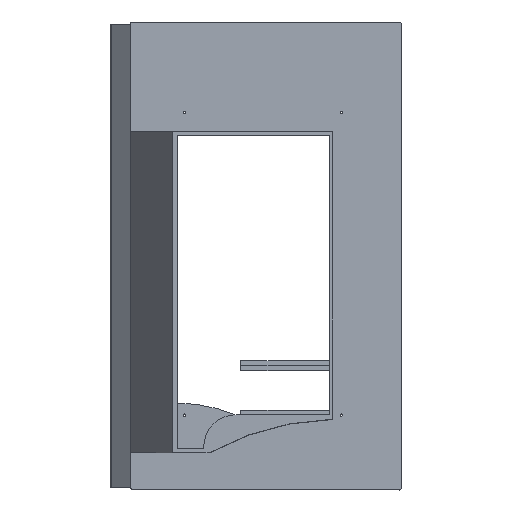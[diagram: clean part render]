
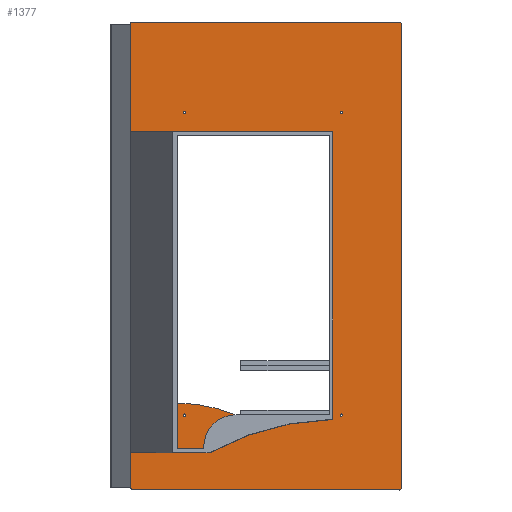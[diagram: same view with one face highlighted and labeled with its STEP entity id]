
A CAD part, top view. The second image highlights one B-rep face of the part: STEP entity #1377.
In plain terms, the highlighted planar face has unit normal (0, 0, 1).
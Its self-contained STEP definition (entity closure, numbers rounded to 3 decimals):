
#22=FACE_BOUND('',#177,.T.);
#23=FACE_BOUND('',#178,.T.);
#24=FACE_BOUND('',#179,.T.);
#25=FACE_BOUND('',#180,.T.);
#26=FACE_BOUND('',#181,.T.);
#42=PLANE('',#1474);
#101=FACE_OUTER_BOUND('',#176,.T.);
#176=EDGE_LOOP('',(#993,#994,#995,#996,#997,#998,#999,#1000,#1001,#1002,
#1003));
#177=EDGE_LOOP('',(#1004));
#178=EDGE_LOOP('',(#1005,#1006,#1007,#1008,#1009));
#179=EDGE_LOOP('',(#1010));
#180=EDGE_LOOP('',(#1011));
#181=EDGE_LOOP('',(#1012));
#267=LINE('',#1971,#434);
#283=LINE('',#2014,#450);
#285=LINE('',#2020,#452);
#286=LINE('',#2026,#453);
#287=LINE('',#2030,#454);
#288=LINE('',#2038,#455);
#289=LINE('',#2040,#456);
#290=LINE('',#2042,#457);
#291=LINE('',#2043,#458);
#434=VECTOR('',#1586,10.);
#450=VECTOR('',#1616,10.);
#452=VECTOR('',#1622,10.);
#453=VECTOR('',#1627,10.);
#454=VECTOR('',#1630,10.);
#455=VECTOR('',#1637,10.);
#456=VECTOR('',#1638,10.);
#457=VECTOR('',#1639,10.);
#458=VECTOR('',#1640,10.);
#597=CIRCLE('',#1464,0.25);
#604=CIRCLE('',#1475,0.25);
#605=CIRCLE('',#1476,0.25);
#606=CIRCLE('',#1477,0.5);
#607=CIRCLE('',#1478,1.);
#608=CIRCLE('',#1479,1.);
#609=CIRCLE('',#1480,0.5);
#610=CIRCLE('',#1481,68.);
#611=CIRCLE('',#1482,0.5);
#612=CIRCLE('',#1483,0.5);
#613=CIRCLE('',#1484,0.5);
#629=VERTEX_POINT('',#1958);
#630=VERTEX_POINT('',#1959);
#634=VERTEX_POINT('',#1969);
#654=VERTEX_POINT('',#2013);
#655=VERTEX_POINT('',#2017);
#656=VERTEX_POINT('',#2019);
#657=VERTEX_POINT('',#2021);
#658=VERTEX_POINT('',#2023);
#659=VERTEX_POINT('',#2025);
#660=VERTEX_POINT('',#2027);
#661=VERTEX_POINT('',#2029);
#662=VERTEX_POINT('',#2032);
#663=VERTEX_POINT('',#2034);
#664=VERTEX_POINT('',#2035);
#665=VERTEX_POINT('',#2037);
#666=VERTEX_POINT('',#2039);
#667=VERTEX_POINT('',#2041);
#668=VERTEX_POINT('',#2044);
#669=VERTEX_POINT('',#2046);
#670=VERTEX_POINT('',#2048);
#760=EDGE_CURVE('',#629,#630,#597,.T.);
#766=EDGE_CURVE('',#634,#629,#267,.T.);
#787=EDGE_CURVE('',#630,#654,#283,.T.);
#789=EDGE_CURVE('',#634,#655,#604,.T.);
#790=EDGE_CURVE('',#655,#656,#285,.T.);
#791=EDGE_CURVE('',#656,#657,#605,.T.);
#792=EDGE_CURVE('',#658,#657,#606,.T.);
#793=EDGE_CURVE('',#659,#658,#286,.T.);
#794=EDGE_CURVE('',#659,#660,#607,.F.);
#795=EDGE_CURVE('',#661,#660,#287,.T.);
#796=EDGE_CURVE('',#661,#654,#608,.F.);
#797=EDGE_CURVE('',#662,#662,#609,.T.);
#798=EDGE_CURVE('',#663,#664,#610,.T.);
#799=EDGE_CURVE('',#663,#665,#288,.T.);
#800=EDGE_CURVE('',#665,#666,#289,.T.);
#801=EDGE_CURVE('',#666,#667,#290,.T.);
#802=EDGE_CURVE('',#667,#664,#291,.T.);
#803=EDGE_CURVE('',#668,#668,#611,.T.);
#804=EDGE_CURVE('',#669,#669,#612,.T.);
#805=EDGE_CURVE('',#670,#670,#613,.T.);
#993=ORIENTED_EDGE('',*,*,#760,.F.);
#994=ORIENTED_EDGE('',*,*,#766,.F.);
#995=ORIENTED_EDGE('',*,*,#789,.T.);
#996=ORIENTED_EDGE('',*,*,#790,.T.);
#997=ORIENTED_EDGE('',*,*,#791,.T.);
#998=ORIENTED_EDGE('',*,*,#792,.F.);
#999=ORIENTED_EDGE('',*,*,#793,.F.);
#1000=ORIENTED_EDGE('',*,*,#794,.T.);
#1001=ORIENTED_EDGE('',*,*,#795,.F.);
#1002=ORIENTED_EDGE('',*,*,#796,.T.);
#1003=ORIENTED_EDGE('',*,*,#787,.F.);
#1004=ORIENTED_EDGE('',*,*,#797,.T.);
#1005=ORIENTED_EDGE('',*,*,#798,.F.);
#1006=ORIENTED_EDGE('',*,*,#799,.T.);
#1007=ORIENTED_EDGE('',*,*,#800,.T.);
#1008=ORIENTED_EDGE('',*,*,#801,.T.);
#1009=ORIENTED_EDGE('',*,*,#802,.T.);
#1010=ORIENTED_EDGE('',*,*,#803,.T.);
#1011=ORIENTED_EDGE('',*,*,#804,.T.);
#1012=ORIENTED_EDGE('',*,*,#805,.T.);
#1377=ADVANCED_FACE('',(#101,#22,#23,#24,#25,#26),#42,.T.);
#1464=AXIS2_PLACEMENT_3D('',#1960,#1576,#1577);
#1474=AXIS2_PLACEMENT_3D('',#2016,#1618,#1619);
#1475=AXIS2_PLACEMENT_3D('',#2018,#1620,#1621);
#1476=AXIS2_PLACEMENT_3D('',#2022,#1623,#1624);
#1477=AXIS2_PLACEMENT_3D('',#2024,#1625,#1626);
#1478=AXIS2_PLACEMENT_3D('',#2028,#1628,#1629);
#1479=AXIS2_PLACEMENT_3D('',#2031,#1631,#1632);
#1480=AXIS2_PLACEMENT_3D('',#2033,#1633,#1634);
#1481=AXIS2_PLACEMENT_3D('',#2036,#1635,#1636);
#1482=AXIS2_PLACEMENT_3D('',#2045,#1641,#1642);
#1483=AXIS2_PLACEMENT_3D('',#2047,#1643,#1644);
#1484=AXIS2_PLACEMENT_3D('',#2049,#1645,#1646);
#1576=DIRECTION('center_axis',(0.,0.,-1.));
#1577=DIRECTION('ref_axis',(-0.707,0.707,0.));
#1586=DIRECTION('',(0.,1.,0.));
#1616=DIRECTION('',(1.,0.,0.));
#1618=DIRECTION('center_axis',(0.,0.,1.));
#1619=DIRECTION('ref_axis',(-1.,0.,0.));
#1620=DIRECTION('center_axis',(0.,0.,1.));
#1621=DIRECTION('ref_axis',(0.,1.,0.));
#1622=DIRECTION('',(0.,-1.,0.));
#1623=DIRECTION('center_axis',(0.,0.,1.));
#1624=DIRECTION('ref_axis',(-1.,0.,0.));
#1625=DIRECTION('center_axis',(0.,0.,-1.));
#1626=DIRECTION('ref_axis',(-0.707,-0.707,0.));
#1627=DIRECTION('',(-1.,0.,0.));
#1628=DIRECTION('center_axis',(0.,0.,-1.));
#1629=DIRECTION('ref_axis',(0.707,-0.707,0.));
#1630=DIRECTION('',(0.,-1.,0.));
#1631=DIRECTION('center_axis',(0.,0.,-1.));
#1632=DIRECTION('ref_axis',(0.707,0.707,0.));
#1633=DIRECTION('center_axis',(0.,0.,-1.));
#1634=DIRECTION('ref_axis',(-1.,0.,0.));
#1635=DIRECTION('center_axis',(0.,0.,-1.));
#1636=DIRECTION('ref_axis',(0.377,0.926,0.));
#1637=DIRECTION('',(0.,1.,0.));
#1638=DIRECTION('',(1.,0.,0.));
#1639=DIRECTION('',(0.,-1.,0.));
#1640=DIRECTION('',(-1.,0.,0.));
#1641=DIRECTION('center_axis',(0.,0.,-1.));
#1642=DIRECTION('ref_axis',(-1.,0.,0.));
#1643=DIRECTION('center_axis',(0.,0.,-1.));
#1644=DIRECTION('ref_axis',(-1.,0.,0.));
#1645=DIRECTION('center_axis',(0.,0.,-1.));
#1646=DIRECTION('ref_axis',(-1.,0.,0.));
#1958=CARTESIAN_POINT('',(9.366,250.331,220.284));
#1959=CARTESIAN_POINT('',(9.616,250.581,220.284));
#1960=CARTESIAN_POINT('Origin',(9.616,250.331,220.284));
#1969=CARTESIAN_POINT('',(9.366,249.981,220.284));
#1971=CARTESIAN_POINT('',(9.366,201.581,220.284));
#2013=CARTESIAN_POINT('',(120.904,250.581,220.284));
#2014=CARTESIAN_POINT('',(9.316,250.581,220.284));
#2016=CARTESIAN_POINT('Origin',(65.566,153.081,220.284));
#2017=CARTESIAN_POINT('',(9.316,249.831,220.284));
#2018=CARTESIAN_POINT('Origin',(9.566,249.831,220.284));
#2019=CARTESIAN_POINT('',(9.316,56.331,220.284));
#2020=CARTESIAN_POINT('',(9.316,178.52,220.284));
#2021=CARTESIAN_POINT('',(9.566,56.081,220.284));
#2022=CARTESIAN_POINT('Origin',(9.566,56.331,220.284));
#2023=CARTESIAN_POINT('',(10.066,55.581,220.284));
#2024=CARTESIAN_POINT('Origin',(10.066,56.081,220.284));
#2025=CARTESIAN_POINT('',(120.904,55.581,220.284));
#2026=CARTESIAN_POINT('',(92.384,55.581,220.284));
#2027=CARTESIAN_POINT('',(122.316,56.993,220.284));
#2028=CARTESIAN_POINT('Origin',(121.566,56.331,220.284));
#2029=CARTESIAN_POINT('',(122.316,249.17,220.284));
#2030=CARTESIAN_POINT('',(122.316,250.081,220.284));
#2031=CARTESIAN_POINT('Origin',(121.566,249.831,220.284));
#2032=CARTESIAN_POINT('',(32.316,86.581,220.284));
#2033=CARTESIAN_POINT('Origin',(31.816,86.581,220.284));
#2034=CARTESIAN_POINT('',(28.986,91.664,220.284));
#2035=CARTESIAN_POINT('',(53.388,86.664,220.284));
#2036=CARTESIAN_POINT('Origin',(27.768,23.675,220.284));
#2037=CARTESIAN_POINT('',(28.986,203.459,220.284));
#2038=CARTESIAN_POINT('',(28.986,130.178,220.284));
#2039=CARTESIAN_POINT('',(92.384,203.459,220.284));
#2040=CARTESIAN_POINT('',(44.776,203.459,220.284));
#2041=CARTESIAN_POINT('',(92.384,86.664,220.284));
#2042=CARTESIAN_POINT('',(92.384,178.27,220.284));
#2043=CARTESIAN_POINT('',(76.475,86.664,220.284));
#2044=CARTESIAN_POINT('',(97.816,86.581,220.284));
#2045=CARTESIAN_POINT('Origin',(97.316,86.581,220.284));
#2046=CARTESIAN_POINT('',(97.816,213.081,220.284));
#2047=CARTESIAN_POINT('Origin',(97.316,213.081,220.284));
#2048=CARTESIAN_POINT('',(32.316,213.081,220.284));
#2049=CARTESIAN_POINT('Origin',(31.816,213.081,220.284));
